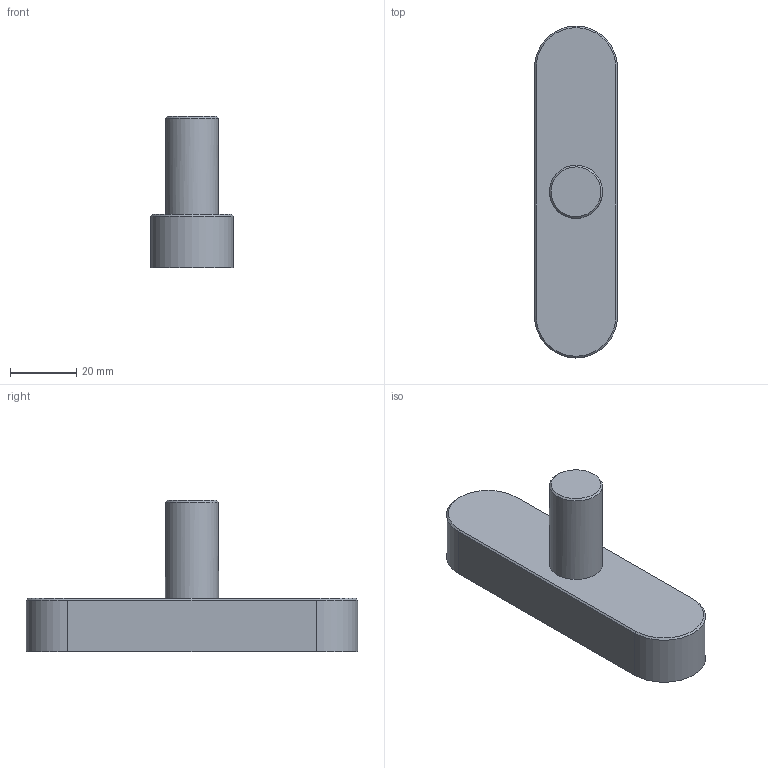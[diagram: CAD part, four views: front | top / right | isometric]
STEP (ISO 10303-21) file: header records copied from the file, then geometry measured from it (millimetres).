
FILE_DESCRIPTION(/* description */ (''),/* implementation_level */ '2;1');
FILE_NAME(/* name */ 'BDA16BS25100.stp',/* time_stamp */ '2013-12-21T10:06:37+06:00',/* author */ (''),/* organization */ (''),/* preprocessor_version */ 'ST-DEVELOPER v11',/* originating_system */ 'SIEMENS PLM Software NX 7.5',/* authorisation */ '');
FILE_SCHEMA (('AUTOMOTIVE_DESIGN { 1 0 10303 214 1 1 1 1 }'));
Length unit declared in the file: millimetre
Products named in the file (1): BDA16BS25100
Bounding box: 25 x 100 x 45.5 mm (x, y, z)
Volume: 43083.1 mm3; surface area: 10458.1 mm2
Topology: 2 solids, 2 shells, 16 faces, 30 edges, 19 vertices
Faces by surface type: plane 9, cylinder 4, cone 3
Full cylindrical faces by diameter (mm): 10 x1, 16 x1
Entity records: 476 total; most frequent: CARTESIAN_POINT 77, DIRECTION 76, ORIENTED_EDGE 62, EDGE_CURVE 31, VERTEX_POINT 29, AXIS2_PLACEMENT_3D 28, EDGE_LOOP 26, LINE 20
